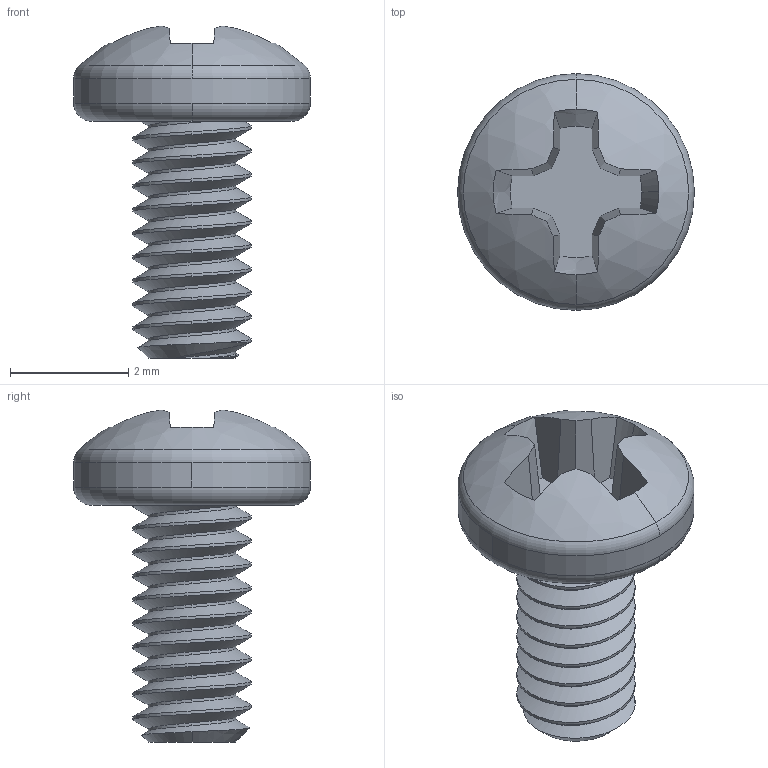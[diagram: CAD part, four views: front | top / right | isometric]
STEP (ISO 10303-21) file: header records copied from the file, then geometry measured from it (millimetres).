
FILE_DESCRIPTION (( 'STEP AP203' ), '1' );
FILE_NAME ('90116A008_316 Stainless Steel Pan Head Phillips Screws.STEP', '2021-09-09T15:23:56', ( 'Administrator' ), ( 'Managed by Terraform' ), 'SwSTEP 2.0', 'SolidWorks 2017', '' );
FILE_SCHEMA (( 'CONFIG_CONTROL_DESIGN' ));
Length unit declared in the file: millimetre
Products named in the file (1): 90116A008_316 Stainless Steel Pan Head Phillips Screws
Bounding box: 4 x 4 x 5.61 mm (x, y, z)
Volume: 21.6 mm3; surface area: 82.8 mm2
Topology: 1 solids, 1 shells, 89 faces, 254 edges, 168 vertices
Faces by surface type: cylinder 53, plane 19, cone 8, torus 4, bspline 3, sphere 2
Entity records: 3905 total; most frequent: CARTESIAN_POINT 1798, ORIENTED_EDGE 508, DIRECTION 365, EDGE_CURVE 254, VERTEX_POINT 168, AXIS2_PLACEMENT_3D 141, EDGE_LOOP 90, FACE_OUTER_BOUND 89
